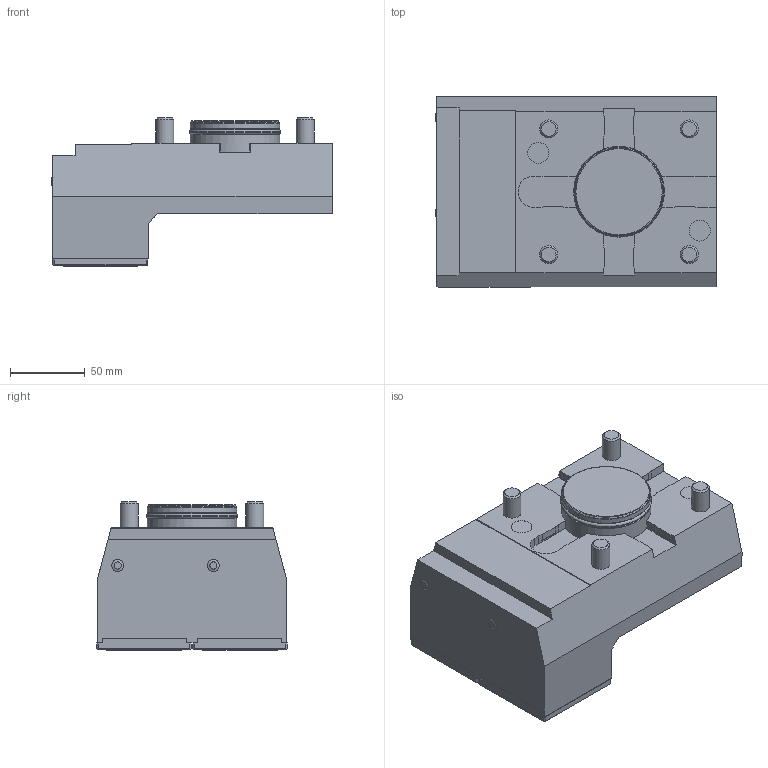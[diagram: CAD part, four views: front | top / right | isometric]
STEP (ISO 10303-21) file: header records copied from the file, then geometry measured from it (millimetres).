
FILE_DESCRIPTION(/* description */ (''),/* implementation_level */ '2;1');
FILE_NAME(/* name */ '1616163210063.stp',/* time_stamp */ '2021-03-19T15:13:37+01:00',/* author */ (''),/* organization */ ('SMS'),/* preprocessor_version */ 'ST-DEVELOPER v16.7',/* originating_system */ 'SIEMENS PLM Software NX 12.0',/* authorisation */ '');
FILE_SCHEMA (('AUTOMOTIVE_DESIGN { 1 0 10303 214 3 1 1 1 }'));
Length unit declared in the file: millimetre
Products named in the file (1): 203440418mod000_00
Bounding box: 187.54 x 127.2 x 99 mm (x, y, z)
Volume: 1297490.2 mm3; surface area: 107342.3 mm2
Topology: 1 solids, 1 shells, 216 faces, 571 edges, 388 vertices
Faces by surface type: plane 147, cylinder 43, cone 9, sphere 8, torus 7, bspline 2
Full cylindrical faces by diameter (mm): 3 x2, 12 x4, 14 x2, 18 x2, 20 x2, 50 x2, 55.2 x1, 59.9 x2, 60.7 x1
Entity records: 6777 total; most frequent: CARTESIAN_POINT 1560, DIRECTION 1059, ORIENTED_EDGE 1012, EDGE_CURVE 506, VERTEX_POINT 363, AXIS2_PLACEMENT_3D 360, LINE 339, VECTOR 339
